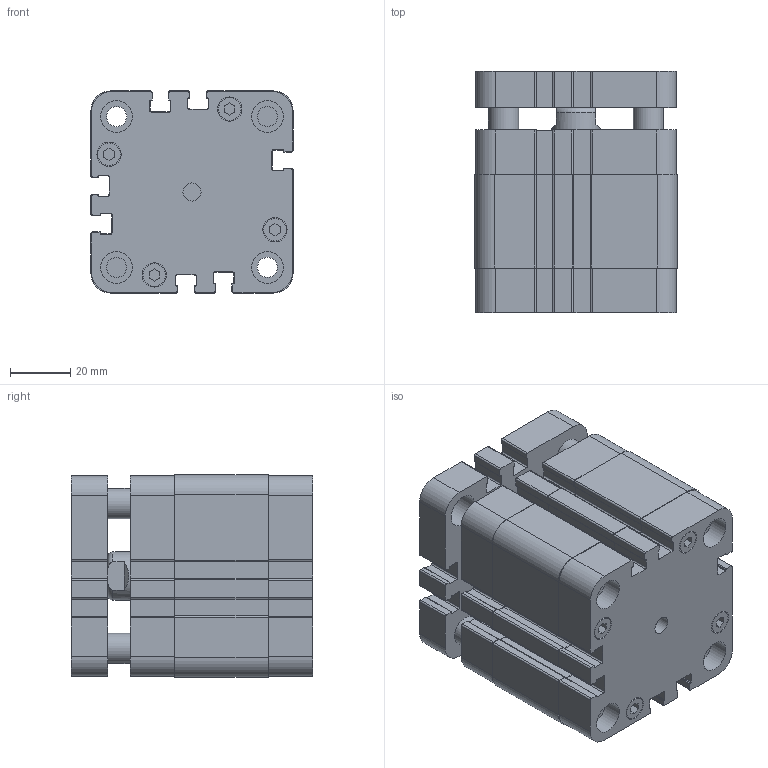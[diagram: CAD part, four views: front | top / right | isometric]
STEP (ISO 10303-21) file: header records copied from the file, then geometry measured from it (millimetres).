
FILE_DESCRIPTION((''),'2;1');
FILE_NAME('ADMA050.015.GS.F.stp','2011-08-25T15:43:24',('Administrator'),(''),'Autodesk Inventor 2012','Autodesk Inventor 2012','');
FILE_SCHEMA(('AUTOMOTIVE_DESIGN { 1 0 10303 214 1 1 1 1 }'));
Length unit declared in the file: millimetre
Products named in the file (1): ADMA050.015.GS.F
Bounding box: 67 x 80 x 67 mm (x, y, z)
Volume: 284793.2 mm3; surface area: 52576 mm2
Topology: 1 solids, 1 shells, 636 faces, 1766 edges, 1179 vertices
Faces by surface type: plane 355, cylinder 280, torus 1
Full cylindrical faces by diameter (mm): 6 x5, 6.647 x4, 7.5 x8, 8 x8, 8.566 x2, 10 x4, 10.5 x8, 11 x2, 13 x1, 16 x1, 17.6 x1, 22 x1
Entity records: 20928 total; most frequent: CARTESIAN_POINT 3564, DIRECTION 3549, ORIENTED_EDGE 3426, EDGE_CURVE 1713, AXIS2_PLACEMENT_3D 1201, VERTEX_POINT 1172, VECTOR 1147, LINE 1147
